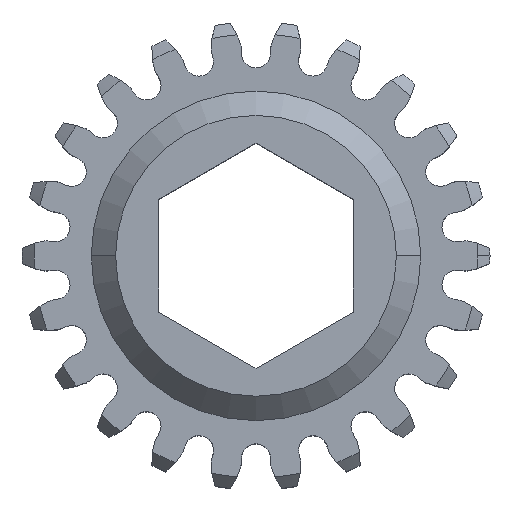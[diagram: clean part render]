
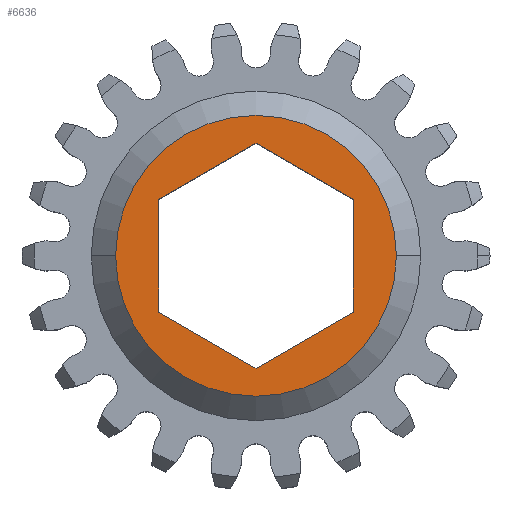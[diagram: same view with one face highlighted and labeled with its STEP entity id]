
A CAD part, top view. The second image highlights one B-rep face of the part: STEP entity #6636.
In plain terms, the highlighted planar face has unit normal (0, 0, 1).
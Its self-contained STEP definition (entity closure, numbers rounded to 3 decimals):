
#8 = DIRECTION ( 'NONE',  ( -0.866, 0.5, 0. ) ) ;
#41 = CARTESIAN_POINT ( 'NONE',  ( -3.175, 5.499, 6.35 ) ) ;
#75 = EDGE_CURVE ( 'NONE', #9269, #1258, #5915, .T. ) ;
#122 = CARTESIAN_POINT ( 'NONE',  ( -3.175, -5.499, 6.35 ) ) ;
#130 = VERTEX_POINT ( 'NONE', #3400 ) ;
#535 = VERTEX_POINT ( 'NONE', #8413 ) ;
#599 = VECTOR ( 'NONE', #8, 1000. ) ;
#649 = LINE ( 'NONE', #41, #9303 ) ;
#653 = AXIS2_PLACEMENT_3D ( 'NONE', #1948, #8582, #6985 ) ;
#695 = EDGE_CURVE ( 'NONE', #2847, #9374, #649, .T. ) ;
#785 = VECTOR ( 'NONE', #9437, 1000. ) ;
#867 = LINE ( 'NONE', #5126, #599 ) ;
#1059 = ORIENTED_EDGE ( 'NONE', *, *, #9796, .F. ) ;
#1069 = CARTESIAN_POINT ( 'NONE',  ( -6.35, 3.666, 6.35 ) ) ;
#1175 = LINE ( 'NONE', #7021, #785 ) ;
#1258 = VERTEX_POINT ( 'NONE', #6888 ) ;
#1389 = VERTEX_POINT ( 'NONE', #9963 ) ;
#1536 = AXIS2_PLACEMENT_3D ( 'NONE', #4397, #3570, #3514 ) ;
#1653 = ORIENTED_EDGE ( 'NONE', *, *, #3062, .F. ) ;
#1948 = CARTESIAN_POINT ( 'NONE',  ( 0., 0., 6.35 ) ) ;
#1988 = VECTOR ( 'NONE', #10129, 1000. ) ;
#2072 = EDGE_CURVE ( 'NONE', #1258, #2847, #867, .T. ) ;
#2233 = CIRCLE ( 'NONE', #9746, 9.144 ) ;
#2422 = ORIENTED_EDGE ( 'NONE', *, *, #2072, .F. ) ;
#2610 = DIRECTION ( 'NONE',  ( -1., 0., 0. ) ) ;
#2847 = VERTEX_POINT ( 'NONE', #10476 ) ;
#3009 = LINE ( 'NONE', #6335, #4310 ) ;
#3062 = EDGE_CURVE ( 'NONE', #1389, #535, #9306, .T. ) ;
#3400 = CARTESIAN_POINT ( 'NONE',  ( 9.144, 0., 6.35 ) ) ;
#3514 = DIRECTION ( 'NONE',  ( -1., 0., 0. ) ) ;
#3570 = DIRECTION ( 'NONE',  ( 0., 0., -1. ) ) ;
#3622 = ORIENTED_EDGE ( 'NONE', *, *, #695, .F. ) ;
#3758 = ORIENTED_EDGE ( 'NONE', *, *, #75, .F. ) ;
#4074 = EDGE_CURVE ( 'NONE', #535, #9269, #1175, .T. ) ;
#4310 = VECTOR ( 'NONE', #6391, 1000. ) ;
#4397 = CARTESIAN_POINT ( 'NONE',  ( 0., 0., 6.35 ) ) ;
#4451 = CARTESIAN_POINT ( 'NONE',  ( -9.144, 0., 6.35 ) ) ;
#4989 = CARTESIAN_POINT ( 'NONE',  ( 6.35, 0., 6.35 ) ) ;
#5126 = CARTESIAN_POINT ( 'NONE',  ( 3.175, 5.499, 6.35 ) ) ;
#5206 = ORIENTED_EDGE ( 'NONE', *, *, #9232, .F. ) ;
#5284 = FACE_OUTER_BOUND ( 'NONE', #6360, .T. ) ;
#5823 = ORIENTED_EDGE ( 'NONE', *, *, #4074, .F. ) ;
#5915 = LINE ( 'NONE', #4989, #9117 ) ;
#6335 = CARTESIAN_POINT ( 'NONE',  ( -6.35, 0., 6.35 ) ) ;
#6360 = EDGE_LOOP ( 'NONE', ( #6695, #1059 ) ) ;
#6391 = DIRECTION ( 'NONE',  ( 0., -1., 0. ) ) ;
#6636 = ADVANCED_FACE ( 'NONE', ( #6927, #5284 ), #9405, .T. ) ;
#6695 = ORIENTED_EDGE ( 'NONE', *, *, #9357, .F. ) ;
#6888 = CARTESIAN_POINT ( 'NONE',  ( 6.35, 3.666, 6.35 ) ) ;
#6927 = FACE_BOUND ( 'NONE', #9546, .T. ) ;
#6985 = DIRECTION ( 'NONE',  ( 1., 0., 0. ) ) ;
#7021 = CARTESIAN_POINT ( 'NONE',  ( 3.175, -5.499, 6.35 ) ) ;
#8183 = CIRCLE ( 'NONE', #1536, 9.144 ) ;
#8413 = CARTESIAN_POINT ( 'NONE',  ( 0., -7.332, 6.35 ) ) ;
#8576 = CARTESIAN_POINT ( 'NONE',  ( 0., 0., 6.35 ) ) ;
#8582 = DIRECTION ( 'NONE',  ( 0., 0., 1. ) ) ;
#9030 = CARTESIAN_POINT ( 'NONE',  ( 6.35, -3.666, 6.35 ) ) ;
#9117 = VECTOR ( 'NONE', #10032, 1000. ) ;
#9232 = EDGE_CURVE ( 'NONE', #9374, #1389, #3009, .T. ) ;
#9269 = VERTEX_POINT ( 'NONE', #9030 ) ;
#9303 = VECTOR ( 'NONE', #10710, 1000. ) ;
#9306 = LINE ( 'NONE', #122, #1988 ) ;
#9357 = EDGE_CURVE ( 'NONE', #9771, #130, #2233, .T. ) ;
#9374 = VERTEX_POINT ( 'NONE', #1069 ) ;
#9405 = PLANE ( 'NONE',  #653 ) ;
#9437 = DIRECTION ( 'NONE',  ( 0.866, 0.5, 0. ) ) ;
#9506 = DIRECTION ( 'NONE',  ( 0., 0., -1. ) ) ;
#9546 = EDGE_LOOP ( 'NONE', ( #1653, #5206, #3622, #2422, #3758, #5823 ) ) ;
#9746 = AXIS2_PLACEMENT_3D ( 'NONE', #8576, #9506, #2610 ) ;
#9771 = VERTEX_POINT ( 'NONE', #4451 ) ;
#9796 = EDGE_CURVE ( 'NONE', #130, #9771, #8183, .T. ) ;
#9963 = CARTESIAN_POINT ( 'NONE',  ( -6.35, -3.666, 6.35 ) ) ;
#10032 = DIRECTION ( 'NONE',  ( 0., 1., 0. ) ) ;
#10129 = DIRECTION ( 'NONE',  ( 0.866, -0.5, 0. ) ) ;
#10476 = CARTESIAN_POINT ( 'NONE',  ( 0., 7.332, 6.35 ) ) ;
#10710 = DIRECTION ( 'NONE',  ( -0.866, -0.5, 0. ) ) ;
